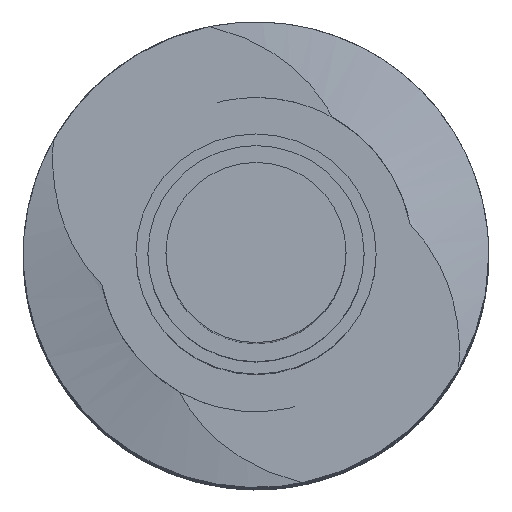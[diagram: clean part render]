
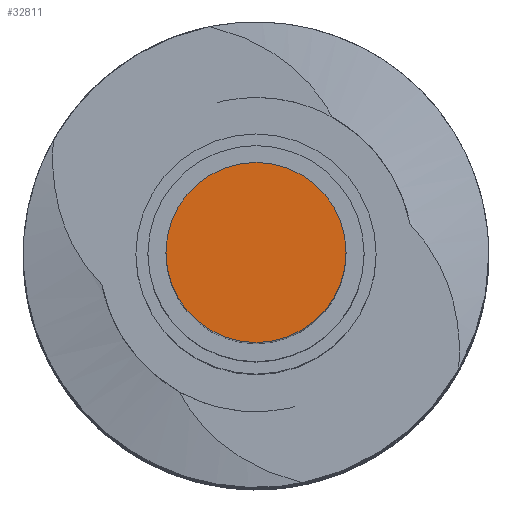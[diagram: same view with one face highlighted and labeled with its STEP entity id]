
A CAD part, top view. The second image highlights one B-rep face of the part: STEP entity #32811.
In plain terms, the highlighted planar face has unit normal (0, 0, 1).
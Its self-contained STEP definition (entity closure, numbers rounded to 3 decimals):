
#32745 = CYLINDRICAL_SURFACE('',#32746,37.5);
#32746 = AXIS2_PLACEMENT_3D('',#32747,#32748,#32749);
#32747 = CARTESIAN_POINT('',(0.,0.,1179.2));
#32748 = DIRECTION('',(-0.,-0.,-1.));
#32749 = DIRECTION('',(1.,0.,0.));
#32761 = VERTEX_POINT('',#32762);
#32762 = CARTESIAN_POINT('',(37.5,0.,1463.2));
#32783 = EDGE_CURVE('',#32761,#32761,#32784,.T.);
#32784 = SURFACE_CURVE('',#32785,(#32790,#32797),.PCURVE_S1.);
#32785 = CIRCLE('',#32786,37.5);
#32786 = AXIS2_PLACEMENT_3D('',#32787,#32788,#32789);
#32787 = CARTESIAN_POINT('',(0.,0.,1463.2));
#32788 = DIRECTION('',(0.,0.,1.));
#32789 = DIRECTION('',(1.,0.,0.));
#32790 = PCURVE('',#32745,#32791);
#32791 = DEFINITIONAL_REPRESENTATION('',(#32792),#32796);
#32792 = LINE('',#32793,#32794);
#32793 = CARTESIAN_POINT('',(-0.,-284.));
#32794 = VECTOR('',#32795,1.);
#32795 = DIRECTION('',(-1.,0.));
#32796 = ( GEOMETRIC_REPRESENTATION_CONTEXT(2) 
PARAMETRIC_REPRESENTATION_CONTEXT() REPRESENTATION_CONTEXT('2D SPACE',''
  ) );
#32797 = PCURVE('',#32798,#32803);
#32798 = PLANE('',#32799);
#32799 = AXIS2_PLACEMENT_3D('',#32800,#32801,#32802);
#32800 = CARTESIAN_POINT('',(0.,0.,
    1463.2));
#32801 = DIRECTION('',(0.,0.,1.));
#32802 = DIRECTION('',(1.,0.,-0.));
#32803 = DEFINITIONAL_REPRESENTATION('',(#32804),#32808);
#32804 = CIRCLE('',#32805,37.5);
#32805 = AXIS2_PLACEMENT_2D('',#32806,#32807);
#32806 = CARTESIAN_POINT('',(0.,0.));
#32807 = DIRECTION('',(1.,0.));
#32808 = ( GEOMETRIC_REPRESENTATION_CONTEXT(2) 
PARAMETRIC_REPRESENTATION_CONTEXT() REPRESENTATION_CONTEXT('2D SPACE',''
  ) );
#32811 = ADVANCED_FACE('',(#32812),#32798,.T.);
#32812 = FACE_BOUND('',#32813,.T.);
#32813 = EDGE_LOOP('',(#32814));
#32814 = ORIENTED_EDGE('',*,*,#32783,.T.);
